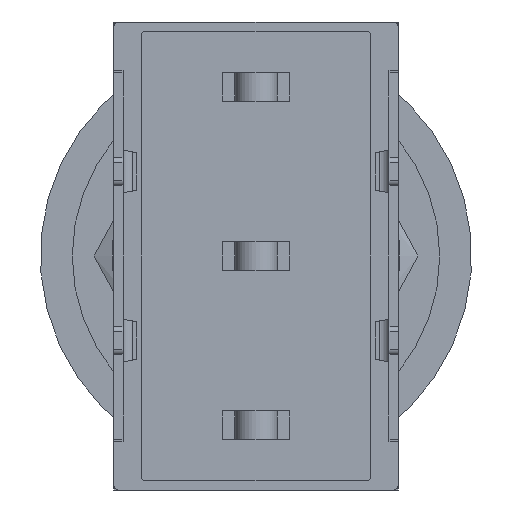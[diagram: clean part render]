
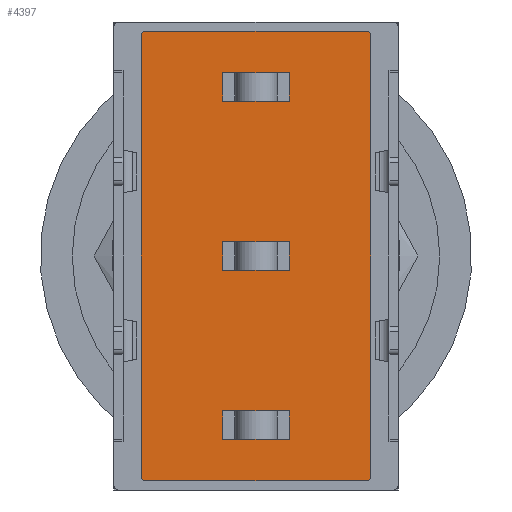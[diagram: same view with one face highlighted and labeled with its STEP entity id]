
A CAD part, front view. The second image highlights one B-rep face of the part: STEP entity #4397.
In plain terms, the highlighted planar face has unit normal (0, -1, 0).
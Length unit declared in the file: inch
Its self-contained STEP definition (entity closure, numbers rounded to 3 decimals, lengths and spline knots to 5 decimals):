
#139=FACE_BOUND('',#806,.T.);
#140=FACE_BOUND('',#807,.T.);
#141=FACE_BOUND('',#808,.T.);
#260=CIRCLE('',#4756,0.00512);
#262=CIRCLE('',#4760,0.00512);
#264=CIRCLE('',#4764,0.00512);
#266=CIRCLE('',#4768,0.00512);
#553=FACE_OUTER_BOUND('',#805,.T.);
#805=EDGE_LOOP('',(#3936,#3937,#3938,#3939,#3940,#3941,#3942,#3943));
#806=EDGE_LOOP('',(#3944,#3945,#3946,#3947));
#807=EDGE_LOOP('',(#3948,#3949,#3950,#3951));
#808=EDGE_LOOP('',(#3952,#3953,#3954,#3955));
#1191=LINE('',#7116,#1646);
#1198=LINE('',#7131,#1653);
#1209=LINE('',#7155,#1664);
#1210=LINE('',#7157,#1665);
#1213=LINE('',#7165,#1668);
#1220=LINE('',#7180,#1675);
#1231=LINE('',#7204,#1686);
#1232=LINE('',#7206,#1687);
#1235=LINE('',#7214,#1690);
#1242=LINE('',#7229,#1697);
#1253=LINE('',#7253,#1708);
#1254=LINE('',#7255,#1709);
#1259=LINE('',#7270,#1714);
#1263=LINE('',#7282,#1718);
#1267=LINE('',#7294,#1722);
#1270=LINE('',#7303,#1725);
#1646=VECTOR('',#5781,0.073);
#1653=VECTOR('',#5792,0.031);
#1664=VECTOR('',#5817,0.031);
#1665=VECTOR('',#5820,0.073);
#1668=VECTOR('',#5825,0.073);
#1675=VECTOR('',#5836,0.031);
#1686=VECTOR('',#5861,0.031);
#1687=VECTOR('',#5864,0.073);
#1690=VECTOR('',#5869,0.073);
#1697=VECTOR('',#5880,0.031);
#1708=VECTOR('',#5905,0.031);
#1709=VECTOR('',#5908,0.073);
#1714=VECTOR('',#5921,0.24076);
#1718=VECTOR('',#5933,0.48176);
#1722=VECTOR('',#5945,0.24076);
#1725=VECTOR('',#5956,0.48176);
#2067=VERTEX_POINT('',#7113);
#2068=VERTEX_POINT('',#7115);
#2073=VERTEX_POINT('',#7127);
#2080=VERTEX_POINT('',#7153);
#2083=VERTEX_POINT('',#7162);
#2084=VERTEX_POINT('',#7164);
#2089=VERTEX_POINT('',#7176);
#2096=VERTEX_POINT('',#7202);
#2099=VERTEX_POINT('',#7211);
#2100=VERTEX_POINT('',#7213);
#2105=VERTEX_POINT('',#7225);
#2112=VERTEX_POINT('',#7251);
#2115=VERTEX_POINT('',#7260);
#2116=VERTEX_POINT('',#7262);
#2118=VERTEX_POINT('',#7268);
#2120=VERTEX_POINT('',#7274);
#2122=VERTEX_POINT('',#7280);
#2124=VERTEX_POINT('',#7286);
#2126=VERTEX_POINT('',#7292);
#2128=VERTEX_POINT('',#7298);
#2649=EDGE_CURVE('',#2068,#2067,#1191,.T.);
#2657=EDGE_CURVE('',#2073,#2068,#1198,.T.);
#2669=EDGE_CURVE('',#2067,#2080,#1209,.T.);
#2670=EDGE_CURVE('',#2080,#2073,#1210,.T.);
#2673=EDGE_CURVE('',#2084,#2083,#1213,.T.);
#2681=EDGE_CURVE('',#2089,#2084,#1220,.T.);
#2693=EDGE_CURVE('',#2083,#2096,#1231,.T.);
#2694=EDGE_CURVE('',#2096,#2089,#1232,.T.);
#2697=EDGE_CURVE('',#2100,#2099,#1235,.T.);
#2705=EDGE_CURVE('',#2105,#2100,#1242,.T.);
#2717=EDGE_CURVE('',#2099,#2112,#1253,.T.);
#2718=EDGE_CURVE('',#2112,#2105,#1254,.T.);
#2721=EDGE_CURVE('',#2115,#2116,#260,.T.);
#2725=EDGE_CURVE('',#2118,#2115,#1259,.T.);
#2728=EDGE_CURVE('',#2120,#2118,#262,.T.);
#2731=EDGE_CURVE('',#2122,#2120,#1263,.T.);
#2734=EDGE_CURVE('',#2124,#2122,#264,.T.);
#2737=EDGE_CURVE('',#2126,#2124,#1267,.T.);
#2740=EDGE_CURVE('',#2128,#2126,#266,.T.);
#2742=EDGE_CURVE('',#2116,#2128,#1270,.T.);
#3936=ORIENTED_EDGE('',*,*,#2742,.F.);
#3937=ORIENTED_EDGE('',*,*,#2721,.F.);
#3938=ORIENTED_EDGE('',*,*,#2725,.F.);
#3939=ORIENTED_EDGE('',*,*,#2728,.F.);
#3940=ORIENTED_EDGE('',*,*,#2731,.F.);
#3941=ORIENTED_EDGE('',*,*,#2734,.F.);
#3942=ORIENTED_EDGE('',*,*,#2737,.F.);
#3943=ORIENTED_EDGE('',*,*,#2740,.F.);
#3944=ORIENTED_EDGE('',*,*,#2649,.T.);
#3945=ORIENTED_EDGE('',*,*,#2669,.T.);
#3946=ORIENTED_EDGE('',*,*,#2670,.T.);
#3947=ORIENTED_EDGE('',*,*,#2657,.T.);
#3948=ORIENTED_EDGE('',*,*,#2673,.T.);
#3949=ORIENTED_EDGE('',*,*,#2693,.T.);
#3950=ORIENTED_EDGE('',*,*,#2694,.T.);
#3951=ORIENTED_EDGE('',*,*,#2681,.T.);
#3952=ORIENTED_EDGE('',*,*,#2697,.T.);
#3953=ORIENTED_EDGE('',*,*,#2717,.T.);
#3954=ORIENTED_EDGE('',*,*,#2718,.T.);
#3955=ORIENTED_EDGE('',*,*,#2705,.T.);
#4166=PLANE('',#4770);
#4397=ADVANCED_FACE('',(#553,#139,#140,#141),#4166,.F.);
#4756=AXIS2_PLACEMENT_3D('',#7263,#5914,#5915);
#4760=AXIS2_PLACEMENT_3D('',#7276,#5927,#5928);
#4764=AXIS2_PLACEMENT_3D('',#7288,#5939,#5940);
#4768=AXIS2_PLACEMENT_3D('',#7300,#5951,#5952);
#4770=AXIS2_PLACEMENT_3D('',#7304,#5957,#5958);
#5781=DIRECTION('',(-1.,0.,0.));
#5792=DIRECTION('',(0.,0.,-1.));
#5817=DIRECTION('',(0.,0.,1.));
#5820=DIRECTION('',(1.,0.,0.));
#5825=DIRECTION('',(-1.,0.,0.));
#5836=DIRECTION('',(0.,0.,-1.));
#5861=DIRECTION('',(0.,0.,1.));
#5864=DIRECTION('',(1.,0.,0.));
#5869=DIRECTION('',(-1.,0.,0.));
#5880=DIRECTION('',(0.,0.,-1.));
#5905=DIRECTION('',(0.,0.,1.));
#5908=DIRECTION('',(1.,0.,0.));
#5914=DIRECTION('center_axis',(0.,1.,0.));
#5915=DIRECTION('ref_axis',(0.,0.,-1.));
#5921=DIRECTION('',(-1.,0.,0.));
#5927=DIRECTION('center_axis',(0.,1.,0.));
#5928=DIRECTION('ref_axis',(1.,0.,0.));
#5933=DIRECTION('',(0.,0.,-1.));
#5939=DIRECTION('center_axis',(0.,1.,0.));
#5940=DIRECTION('ref_axis',(0.,0.,1.));
#5945=DIRECTION('',(1.,0.,0.));
#5951=DIRECTION('center_axis',(0.,1.,0.));
#5952=DIRECTION('ref_axis',(-1.,0.,0.));
#5956=DIRECTION('',(0.,0.,1.));
#5957=DIRECTION('center_axis',(0.,1.,0.));
#5958=DIRECTION('ref_axis',(0.,0.,1.));
#7113=CARTESIAN_POINT('',(-0.0365,0.,0.1695));
#7115=CARTESIAN_POINT('',(0.0365,0.,0.1695));
#7116=CARTESIAN_POINT('',(0.,0.,0.1695));
#7127=CARTESIAN_POINT('',(0.0365,0.,0.2005));
#7131=CARTESIAN_POINT('',(0.0365,0.,0.0925));
#7153=CARTESIAN_POINT('',(-0.0365,0.,0.2005));
#7155=CARTESIAN_POINT('',(-0.0365,0.,0.0925));
#7157=CARTESIAN_POINT('',(0.,0.,0.2005));
#7162=CARTESIAN_POINT('',(-0.0365,0.,-0.0155));
#7164=CARTESIAN_POINT('',(0.0365,0.,-0.0155));
#7165=CARTESIAN_POINT('',(0.,0.,-0.0155));
#7176=CARTESIAN_POINT('',(0.0365,0.,0.0155));
#7180=CARTESIAN_POINT('',(0.0365,0.,0.));
#7202=CARTESIAN_POINT('',(-0.0365,0.,0.0155));
#7204=CARTESIAN_POINT('',(-0.0365,0.,0.));
#7206=CARTESIAN_POINT('',(0.,0.,0.0155));
#7211=CARTESIAN_POINT('',(-0.0365,0.,-0.2005));
#7213=CARTESIAN_POINT('',(0.0365,0.,-0.2005));
#7214=CARTESIAN_POINT('',(0.,0.,-0.2005));
#7225=CARTESIAN_POINT('',(0.0365,0.,-0.1695));
#7229=CARTESIAN_POINT('',(0.0365,0.,-0.0925));
#7251=CARTESIAN_POINT('',(-0.0365,0.,-0.1695));
#7253=CARTESIAN_POINT('',(-0.0365,0.,-0.0925));
#7255=CARTESIAN_POINT('',(0.,0.,-0.1695));
#7260=CARTESIAN_POINT('',(-0.12038,0.,-0.246));
#7262=CARTESIAN_POINT('',(-0.1255,0.,-0.24088));
#7263=CARTESIAN_POINT('Origin',(-0.12038,0.,-0.24088));
#7268=CARTESIAN_POINT('',(0.12038,0.,-0.246));
#7270=CARTESIAN_POINT('',(0.12038,0.,-0.246));
#7274=CARTESIAN_POINT('',(0.1255,0.,-0.24088));
#7276=CARTESIAN_POINT('Origin',(0.12038,0.,-0.24088));
#7280=CARTESIAN_POINT('',(0.1255,0.,0.24088));
#7282=CARTESIAN_POINT('',(0.1255,0.,0.24088));
#7286=CARTESIAN_POINT('',(0.12038,0.,0.246));
#7288=CARTESIAN_POINT('Origin',(0.12038,0.,0.24088));
#7292=CARTESIAN_POINT('',(-0.12038,0.,0.246));
#7294=CARTESIAN_POINT('',(-0.12038,0.,0.246));
#7298=CARTESIAN_POINT('',(-0.1255,0.,0.24088));
#7300=CARTESIAN_POINT('Origin',(-0.12038,0.,0.24088));
#7303=CARTESIAN_POINT('',(-0.1255,0.,-0.24088));
#7304=CARTESIAN_POINT('Origin',(0.,0.,0.));
